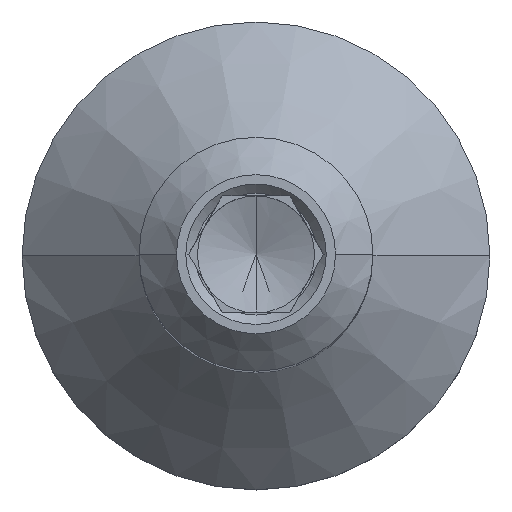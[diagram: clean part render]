
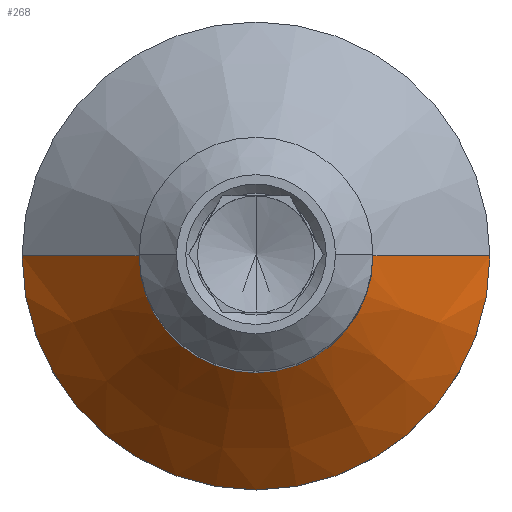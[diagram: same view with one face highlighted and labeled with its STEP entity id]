
A CAD part, top view. The second image highlights one B-rep face of the part: STEP entity #268.
In plain terms, the highlighted conical face has half-angle 45 degrees and reference radius 3.75 mm.
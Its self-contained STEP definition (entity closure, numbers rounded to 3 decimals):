
#128=LINE('',#1723,#208);
#129=LINE('',#1724,#209);
#208=VECTOR('',#1351,1.);
#209=VECTOR('',#1352,1.);
#268=ADVANCED_FACE('',(#349),#316,.T.);
#316=CONICAL_SURFACE('',#1143,3.75,45.);
#349=FACE_OUTER_BOUND('',#413,.T.);
#413=EDGE_LOOP('',(#608,#609,#610,#611));
#608=ORIENTED_EDGE('',*,*,#951,.T.);
#609=ORIENTED_EDGE('',*,*,#952,.T.);
#610=ORIENTED_EDGE('',*,*,#950,.F.);
#611=ORIENTED_EDGE('',*,*,#953,.F.);
#830=VERTEX_POINT('',#1713);
#831=VERTEX_POINT('',#1715);
#832=VERTEX_POINT('',#1721);
#833=VERTEX_POINT('',#1722);
#950=EDGE_CURVE('',#831,#830,#1049,.T.);
#951=EDGE_CURVE('',#832,#833,#1050,.T.);
#952=EDGE_CURVE('',#833,#830,#128,.T.);
#953=EDGE_CURVE('',#832,#831,#129,.T.);
#1049=CIRCLE('',#1140,5.);
#1050=CIRCLE('',#1142,2.5);
#1140=AXIS2_PLACEMENT_3D('',#1718,#1345,#1346);
#1142=AXIS2_PLACEMENT_3D('',#1720,#1349,#1350);
#1143=AXIS2_PLACEMENT_3D('',#1725,#1353,#1354);
#1345=DIRECTION('',(0.,0.,-1.));
#1346=DIRECTION('',(1.,0.,0.));
#1349=DIRECTION('',(0.,0.,-1.));
#1350=DIRECTION('',(1.,0.,0.));
#1351=DIRECTION('',(-0.707,0.,-0.707));
#1352=DIRECTION('',(0.707,0.,-0.707));
#1353=DIRECTION('',(0.,0.,-1.));
#1354=DIRECTION('',(-1.,0.,0.));
#1713=CARTESIAN_POINT('',(-5.,0.,3.8));
#1715=CARTESIAN_POINT('',(5.,0.,3.8));
#1718=CARTESIAN_POINT('',(0.,0.,3.8));
#1720=CARTESIAN_POINT('',(0.,0.,6.3));
#1721=CARTESIAN_POINT('',(2.5,0.,6.3));
#1722=CARTESIAN_POINT('',(-2.5,0.,6.3));
#1723=CARTESIAN_POINT('',(-2.5,0.,6.3));
#1724=CARTESIAN_POINT('',(2.5,0.,6.3));
#1725=CARTESIAN_POINT('',(0.,0.,5.05));
